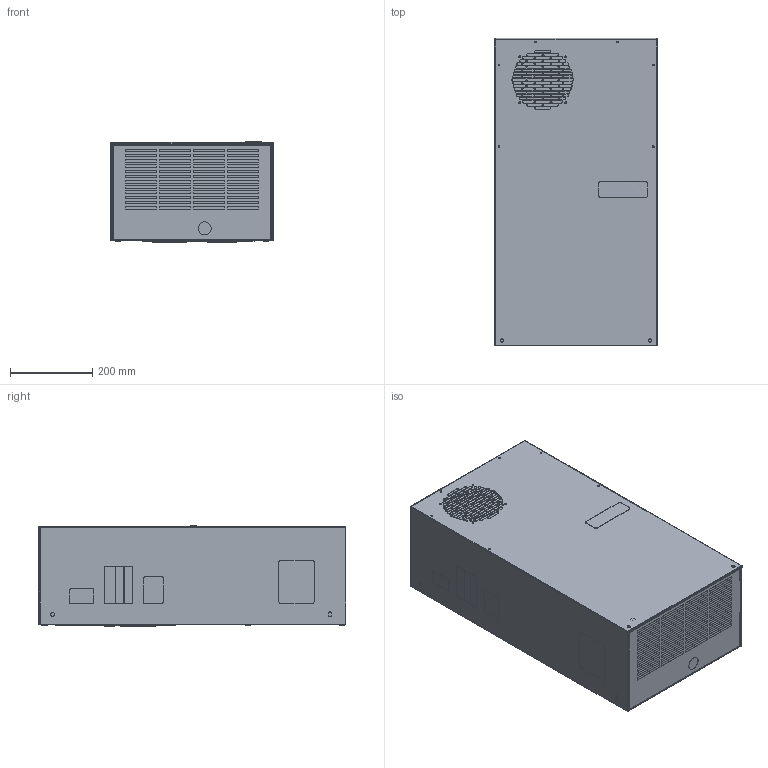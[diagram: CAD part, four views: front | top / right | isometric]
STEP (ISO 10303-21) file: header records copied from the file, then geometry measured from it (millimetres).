
FILE_DESCRIPTION (( 'STEP AP203' ), '1' );
FILE_NAME ('13385444255_Default.step', '2025-03-21T19:57:29', ( 'Windows User' ), ( 'AUTOMATION DIRECT' ), 'SwSTEP 2.0', 'SolidWorks 2024', '' );
FILE_SCHEMA (( 'CONFIG_CONTROL_DESIGN' ));
Products named in the file (1): 13385444255_Default
Bounding box: 395.51 x 746.69 x 243.35 mm (x, y, z)
Volume: 66661182.4 mm3; surface area: 3300976.5 mm2
Topology: 1 solids, 1 shells, 1943 faces, 5329 edges, 3476 vertices
Faces by surface type: plane 1110, cylinder 805, bspline 28
Full cylindrical faces by diameter (mm): 5 x2
Entity records: 66883 total; most frequent: CARTESIAN_POINT 15238, DIRECTION 10661, ORIENTED_EDGE 10650, EDGE_CURVE 5325, LINE 3697, VECTOR 3697, AXIS2_PLACEMENT_3D 3482, VERTEX_POINT 3474
